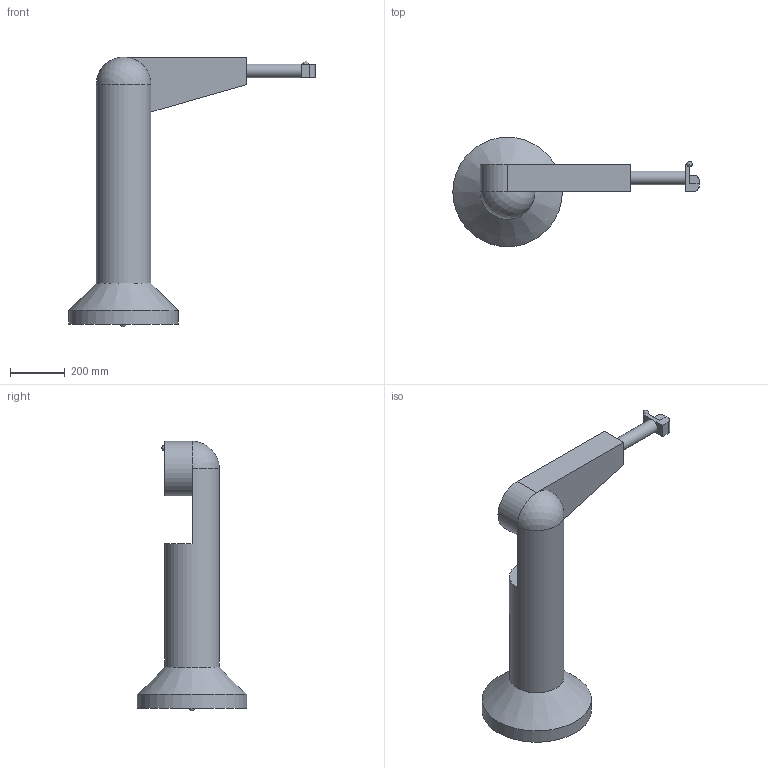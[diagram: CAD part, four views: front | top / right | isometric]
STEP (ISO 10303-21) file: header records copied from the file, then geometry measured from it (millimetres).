
FILE_DESCRIPTION(/* description */ (''),/* implementation_level */ '2;1');
FILE_NAME(/* name */ 'robot_arm v9.step',/* time_stamp */ '2023-03-12T10:48:21+01:00',/* author */ (''),/* organization */ (''),/* preprocessor_version */ 'ST-DEVELOPER v19.2',/* originating_system */ 'Autodesk Translation Framework v11.17.0.187',/* authorisation */ '');
FILE_SCHEMA (('AUTOMOTIVE_DESIGN { 1 0 10303 214 3 1 1 }'));
Length unit declared in the file: millimetre
Products named in the file (20): robot_arm; robot_base; link_pillar_; Component3; link_upperarm_; link_forearm_; link_gripper_; urdf; joint_base_to_tool1; prismatic; joint_base_to_tool1_1; prismatic (1); joint_base_to_tool1_2; fixed (2); joint_base_to_tool1_3; fixed v1; joint_base_to_tool1_4; revolute; joint_base_to_tool1_5; revolute (1)
Assembly tree (19 placements, depth 4):
  robot_arm
    robot_base
    link_pillar_
      Component3
    link_upperarm_
    link_forearm_
    link_gripper_
    urdf
      joint_base_to_tool1
        prismatic
      joint_base_to_tool1_1
        prismatic (1)
      joint_base_to_tool1_2
        fixed (2)
      joint_base_to_tool1_3
        fixed v1
      joint_base_to_tool1_4
        revolute
      joint_base_to_tool1_5
        revolute (1)
Bounding box: 900 x 400 x 985 mm (x, y, z)
Volume: 41343553.4 mm3; surface area: 1405648.8 mm2
Topology: 11 solids, 11 shells, 58 faces, 129 edges, 85 vertices
Faces by surface type: plane 39, cylinder 11, sphere 7, cone 1
Full cylindrical faces by diameter (mm): 50 x2, 100 x4, 200 x1, 400 x1
Entity records: 2101 total; most frequent: DIRECTION 347, CARTESIAN_POINT 300, ORIENTED_EDGE 234, AXIS2_PLACEMENT_3D 132, EDGE_CURVE 117, VERTEX_POINT 85, LINE 83, VECTOR 83
